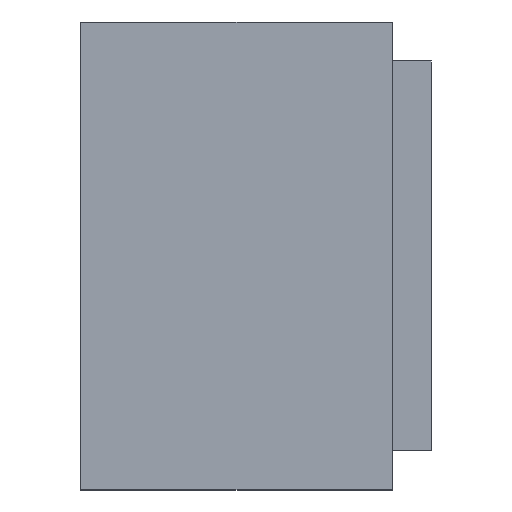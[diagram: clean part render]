
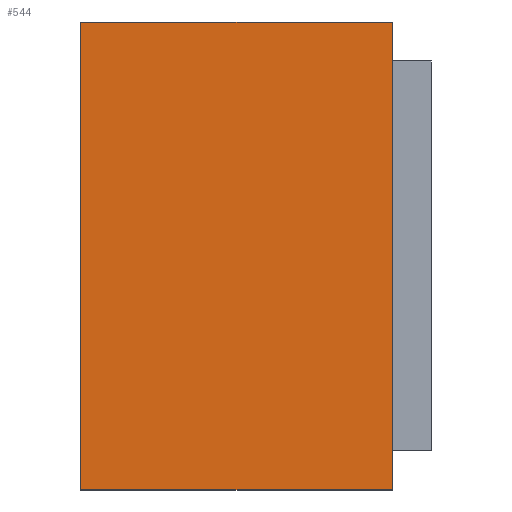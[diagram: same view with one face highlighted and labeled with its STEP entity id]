
A CAD part, left-side view. The second image highlights one B-rep face of the part: STEP entity #544.
In plain terms, the highlighted planar face has unit normal (-1, 0, 0).
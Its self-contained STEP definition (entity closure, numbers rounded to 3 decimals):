
#23 = VERTEX_POINT ( 'NONE', #164 ) ;
#64 = EDGE_CURVE ( 'NONE', #309, #542, #770, .T. ) ;
#71 = LINE ( 'NONE', #573, #688 ) ;
#77 = PLANE ( 'NONE',  #273 ) ;
#111 = LINE ( 'NONE', #144, #585 ) ;
#144 = CARTESIAN_POINT ( 'NONE',  ( -0.5, 2.066, 0.3 ) ) ;
#156 = DIRECTION ( 'NONE',  ( 0., -1., 0. ) ) ;
#164 = CARTESIAN_POINT ( 'NONE',  ( -0.5, 0.45, 0.3 ) ) ;
#165 = FACE_OUTER_BOUND ( 'NONE', #712, .T. ) ;
#183 = EDGE_CURVE ( 'NONE', #576, #23, #71, .T. ) ;
#222 = CARTESIAN_POINT ( 'NONE',  ( -0.5, 2.066, -0.3 ) ) ;
#231 = LINE ( 'NONE', #222, #815 ) ;
#257 = DIRECTION ( 'NONE',  ( 0., 0., 1. ) ) ;
#273 = AXIS2_PLACEMENT_3D ( 'NONE', #662, #285, #722 ) ;
#279 = DIRECTION ( 'NONE',  ( 0., -1., 0. ) ) ;
#281 = CARTESIAN_POINT ( 'NONE',  ( -0.5, 0.05, 0.3 ) ) ;
#285 = DIRECTION ( 'NONE',  ( 1., 0., 0. ) ) ;
#298 = CARTESIAN_POINT ( 'NONE',  ( -0.5, 0.45, -0.3 ) ) ;
#309 = VERTEX_POINT ( 'NONE', #452 ) ;
#452 = CARTESIAN_POINT ( 'NONE',  ( -0.5, 0.05, -0.3 ) ) ;
#475 = EDGE_CURVE ( 'NONE', #23, #542, #111, .T. ) ;
#481 = ORIENTED_EDGE ( 'NONE', *, *, #64, .T. ) ;
#505 = VECTOR ( 'NONE', #615, 1000. ) ;
#521 = ORIENTED_EDGE ( 'NONE', *, *, #564, .T. ) ;
#542 = VERTEX_POINT ( 'NONE', #281 ) ;
#544 = ADVANCED_FACE ( 'NONE', ( #165 ), #77, .F. ) ;
#564 = EDGE_CURVE ( 'NONE', #576, #309, #231, .T. ) ;
#573 = CARTESIAN_POINT ( 'NONE',  ( -0.5, 0.45, 0.3 ) ) ;
#576 = VERTEX_POINT ( 'NONE', #298 ) ;
#585 = VECTOR ( 'NONE', #279, 1000. ) ;
#615 = DIRECTION ( 'NONE',  ( 0., 0., 1. ) ) ;
#618 = CARTESIAN_POINT ( 'NONE',  ( -0.5, 0.05, 0.3 ) ) ;
#645 = ORIENTED_EDGE ( 'NONE', *, *, #475, .F. ) ;
#662 = CARTESIAN_POINT ( 'NONE',  ( -0.5, 2.066, 0.3 ) ) ;
#688 = VECTOR ( 'NONE', #257, 1000. ) ;
#692 = ORIENTED_EDGE ( 'NONE', *, *, #183, .F. ) ;
#712 = EDGE_LOOP ( 'NONE', ( #692, #521, #481, #645 ) ) ;
#722 = DIRECTION ( 'NONE',  ( 0., 0., -1. ) ) ;
#770 = LINE ( 'NONE', #618, #505 ) ;
#815 = VECTOR ( 'NONE', #156, 1000. ) ;
